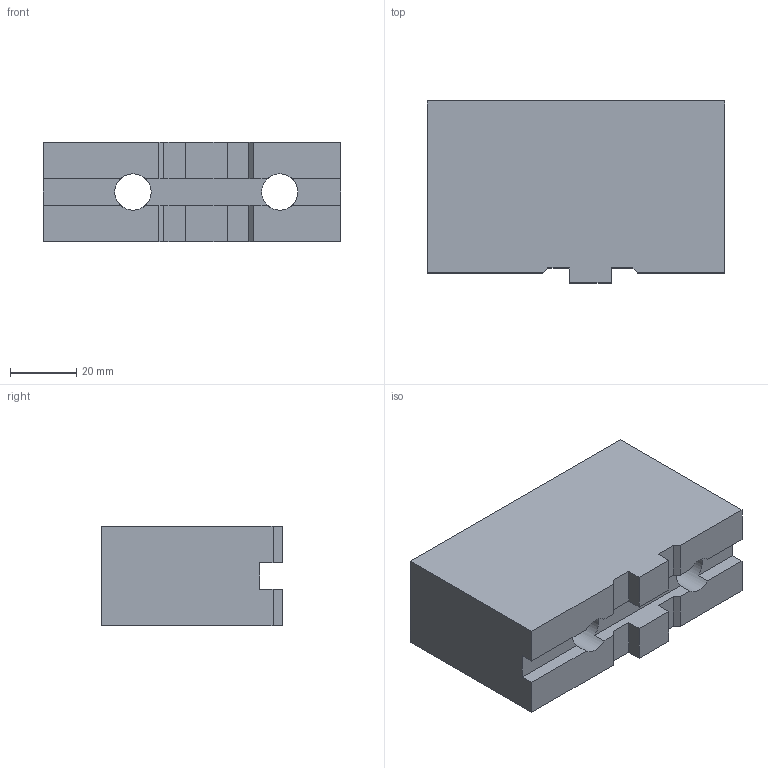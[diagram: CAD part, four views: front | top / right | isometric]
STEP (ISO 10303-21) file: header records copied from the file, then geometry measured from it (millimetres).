
FILE_DESCRIPTION (( 'STEP AP214' ), '1' );
FILE_NAME ('05-0242.STEP', '2024-06-21T23:22:32', ( '' ), ( '' ), 'SwSTEP 2.0', 'SolidWorks 2022', '' );
FILE_SCHEMA (( 'AUTOMOTIVE_DESIGN' ));
Length unit declared in the file: millimetre
Products named in the file (1): 05-0242
Bounding box: 90 x 55 x 30 mm (x, y, z)
Volume: 117829.6 mm3; surface area: 23323.3 mm2
Topology: 1 solids, 1 shells, 38 faces, 108 edges, 72 vertices
Faces by surface type: plane 34, cylinder 4
Full cylindrical faces by diameter (mm): 11 x2, 17 x2
Entity records: 1395 total; most frequent: CARTESIAN_POINT 211, ORIENTED_EDGE 204, DIRECTION 194, EDGE_CURVE 102, LINE 88, VECTOR 88, VERTEX_POINT 70, AXIS2_PLACEMENT_3D 53
